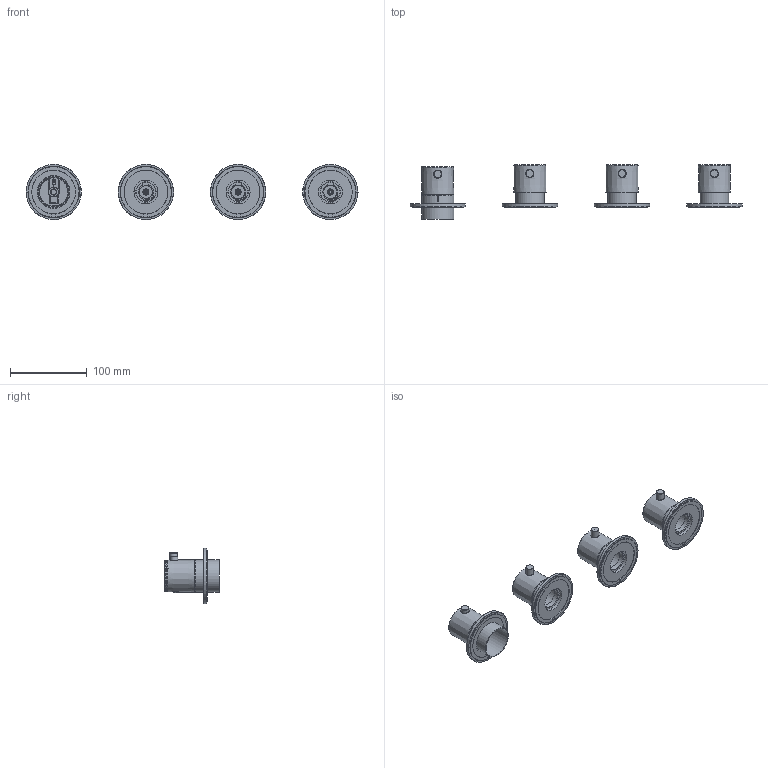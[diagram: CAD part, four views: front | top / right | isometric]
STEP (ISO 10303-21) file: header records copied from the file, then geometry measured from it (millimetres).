
FILE_DESCRIPTION(/* description */ ('Unknown'),/* implementation_level */ '2;1');
FILE_NAME(/* name */ 'CB7070',/* time_stamp */ '2025-04-24T12:34:37+02:00',/* author */ ('Unknown'),/* organization */ ('Unknown'),/* preprocessor_version */ 'ST-DEVELOPER v19.4',/* originating_system */ 'Solid Edge',/* authorisation */ 'Unknown');
FILE_SCHEMA (('AUTOMOTIVE_DESIGN {1 0 10303 214 3 1 1}'));
Length unit declared in the file: millimetre
Products named in the file (21): CB7070EXT-00; CB7001-02; CB7001-01; CB7001-03; CB7001-04; CB7068-09; CB7001-001; 100.000.01.10T.70C_9; 100.000.01.10T.70C_10; 100.000.01.10T.70C_11; 100.000.01.10T.70C_12; 100.000.01.10T.70C_13; CB7068-02; CB7068-01; CB7068-03; CB7068-04; CB7068-05; CB7068-06; CB7068-07; CB0768-10; CB0768-11
Assembly tree (41 placements, depth 3):
  CB7070EXT-00
    CB7001-02
    CB7001-01
    CB7001-03
    CB7001-04
    CB7068-09  x4
    CB7001-001
      100.000.01.10T.70C_9
      100.000.01.10T.70C_10
      100.000.01.10T.70C_11
      100.000.01.10T.70C_12
      100.000.01.10T.70C_13
    CB7068-02  x3
    CB7068-01  x3
    CB7068-03  x3
    CB7068-04  x3
    CB7068-05  x3
    CB7068-06  x3
    CB7068-07  x3
    CB0768-10  x3
    CB0768-11  x3
Bounding box: 432 x 71.12 x 72 mm (x, y, z)
Volume: 142892 mm3; surface area: 133622.9 mm2
Topology: 40 solids, 40 shells, 1523 faces, 3451 edges, 2070 vertices
Faces by surface type: plane 533, cone 490, cylinder 352, bspline 65, torus 64, sphere 19
Full cylindrical faces by diameter (mm): 2 x1, 2.459 x1, 3 x7, 3.2 x1, 3.5 x6, 4 x58, 4.134 x4, 4.5 x4, 5 x67, 5.2 x4, 7 x1, 7.5 x2, 9.5 x3, 10 x5, 10.2 x2, 13.5 x3, 15.15 x6, 15.2 x3, 17 x3, 25.5 x3, 31 x6, 32 x3, 35 x3, 37 x3, 40 x1, 42 x1, 42.5 x2, 44.8 x1, 57 x4, 67 x4
Entity records: 22620 total; most frequent: CARTESIAN_POINT 5105, DIRECTION 3265, ORIENTED_EDGE 2888, EDGE_CURVE 1444, AXIS2_PLACEMENT_3D 1339, FACE_BOUND 1087, EDGE_LOOP 1078, VERTEX_POINT 1013
